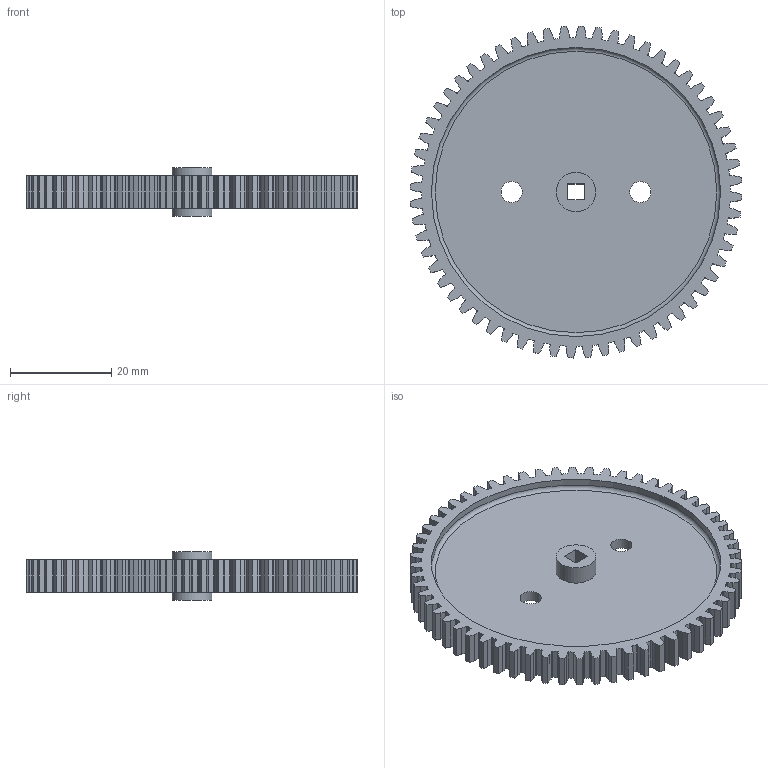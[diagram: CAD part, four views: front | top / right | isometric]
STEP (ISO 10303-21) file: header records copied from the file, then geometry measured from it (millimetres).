
FILE_DESCRIPTION(/* description */ (''),/* implementation_level */ '2;1');
FILE_NAME(/* name */ '60-Tooth Gear-Red.ipt.step',/* time_stamp */ '2020-04-16T23:21:49-04:00',/* author */ ('Jordan'),/* organization */ (''),/* preprocessor_version */ 'ST-DEVELOPER v17',/* originating_system */ 'Autodesk Inventor 2019',/* authorisation */ '');
FILE_SCHEMA (('AUTOMOTIVE_DESIGN { 1 0 10303 214 3 1 1 }'));
Length unit declared in the file: inch
Products named in the file (1): 60-Tooth Gear-Red
Bounding box: 65.61 x 65.61 x 9.53 mm (x, y, z)
Volume: 9444.5 mm3; surface area: 9837.6 mm2
Topology: 1 solids, 1 shells, 498 faces, 1488 edges, 996 vertices
Faces by surface type: bspline 360, cylinder 126, plane 10, torus 2
Full cylindrical faces by diameter (mm): 4.191 x2, 7.849 x2, 57.15 x2
Entity records: 22251 total; most frequent: CARTESIAN_POINT 11023, ORIENTED_EDGE 2976, EDGE_CURVE 1488, DIRECTION 1316, VERTEX_POINT 996, B_SPLINE_CURVE_WITH_KNOTS 720, EDGE_LOOP 508, FACE_OUTER_BOUND 498
